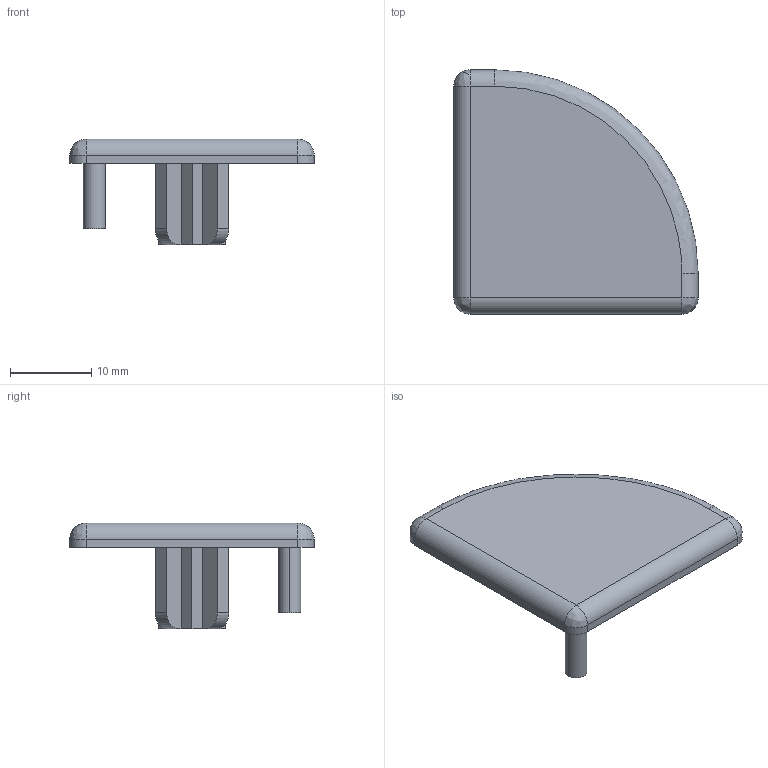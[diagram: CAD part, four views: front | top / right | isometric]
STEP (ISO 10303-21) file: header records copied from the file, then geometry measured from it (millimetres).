
FILE_DESCRIPTION (( 'STEP AP203' ), '1' );
FILE_NAME ('481548776.STEP', '2022-08-30T00:23:02', ( '' ), ( '' ), 'SwSTEP 2.0', 'SolidWorks 2014', '' );
FILE_SCHEMA (( 'CONFIG_CONTROL_DESIGN' ));
Length unit declared in the file: millimetre
Products named in the file (1): 481548776
Bounding box: 30 x 30 x 13 mm (x, y, z)
Volume: 2022.9 mm3; surface area: 2537 mm2
Topology: 1 solids, 1 shells, 59 faces, 151 edges, 96 vertices
Faces by surface type: plane 34, cylinder 20, bspline 5
Entity records: 1899 total; most frequent: CARTESIAN_POINT 383, DIRECTION 302, ORIENTED_EDGE 298, EDGE_CURVE 149, LINE 104, VECTOR 104, AXIS2_PLACEMENT_3D 99, VERTEX_POINT 96
